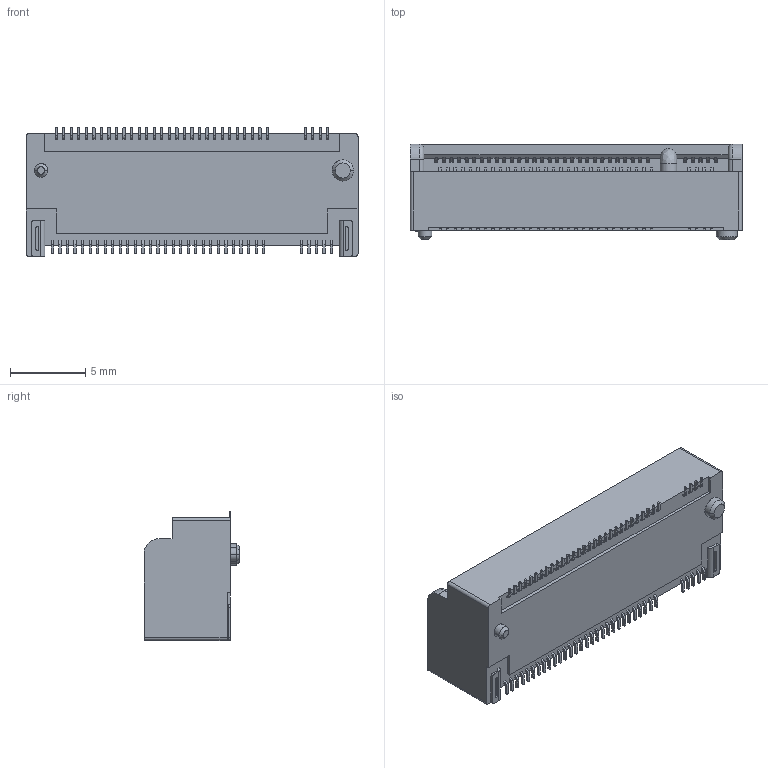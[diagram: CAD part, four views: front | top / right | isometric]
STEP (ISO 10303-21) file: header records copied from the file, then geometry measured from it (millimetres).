
FILE_DESCRIPTION((''),'2;1');
FILE_NAME('MDT580M0X002_C3D','2020-10-22T',('yunx.liu'),(''),'CREO PARAMETRIC BY PTC INC, 2018360','CREO PARAMETRIC BY PTC INC, 2018360','');
FILE_SCHEMA(('AUTOMOTIVE_DESIGN { 1 0 10303 214 1 1 1 1 }'));
Products named in the file (1): MDT580M0X002_C3D
Bounding box: 22 x 6.35 x 8.55 mm (x, y, z)
Volume: 778.7 mm3; surface area: 883.9 mm2
Topology: 1 solids, 7 shells, 2211 faces, 6195 edges, 4048 vertices
Faces by surface type: plane 1549, cylinder 655, cone 4, torus 2, bspline 1
Entity records: 70997 total; most frequent: CARTESIAN_POINT 12503, ORIENTED_EDGE 12390, DIRECTION 11966, EDGE_CURVE 6195, VECTOR 4828, LINE 4828, VERTEX_POINT 4048, AXIS2_PLACEMENT_3D 3569
